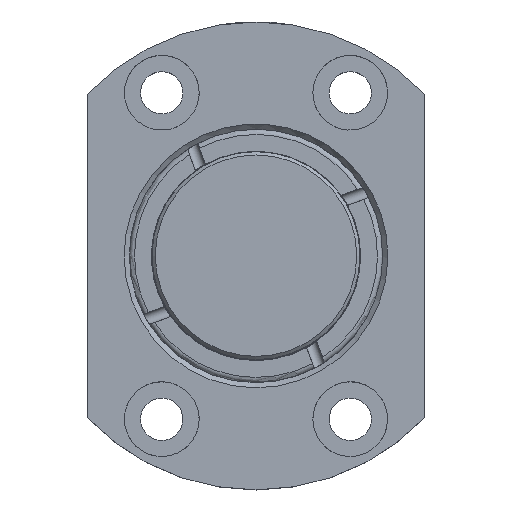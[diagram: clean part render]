
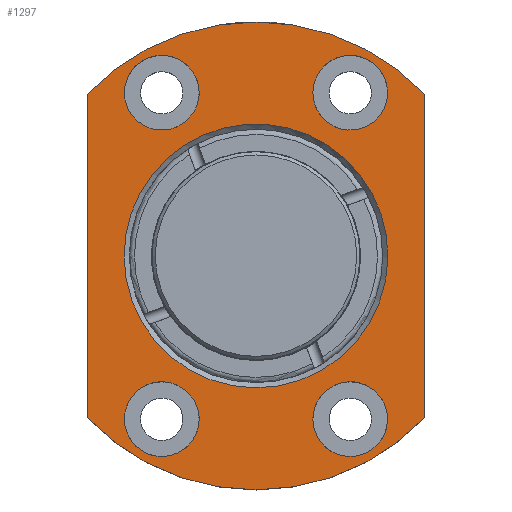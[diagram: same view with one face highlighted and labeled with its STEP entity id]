
A CAD part, top view. The second image highlights one B-rep face of the part: STEP entity #1297.
In plain terms, the highlighted planar face has unit normal (0, 0, 1).
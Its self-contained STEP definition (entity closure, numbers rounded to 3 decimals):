
#44=PLANE('',#1446);
#107=CIRCLE('',#1368,36.);
#153=CIRCLE('',#1444,36.);
#155=CIRCLE('',#1447,20.3);
#156=CIRCLE('',#1448,5.75);
#157=CIRCLE('',#1449,23.3);
#158=CIRCLE('',#1450,5.75);
#159=CIRCLE('',#1451,23.3);
#160=CIRCLE('',#1452,5.75);
#161=CIRCLE('',#1453,23.3);
#162=CIRCLE('',#1454,5.75);
#163=CIRCLE('',#1455,23.3);
#326=ORIENTED_EDGE('',*,*,#670,.T.);
#327=ORIENTED_EDGE('',*,*,#562,.F.);
#328=ORIENTED_EDGE('',*,*,#671,.T.);
#329=ORIENTED_EDGE('',*,*,#666,.F.);
#330=ORIENTED_EDGE('',*,*,#672,.T.);
#331=ORIENTED_EDGE('',*,*,#673,.T.);
#332=ORIENTED_EDGE('',*,*,#674,.F.);
#333=ORIENTED_EDGE('',*,*,#675,.T.);
#334=ORIENTED_EDGE('',*,*,#676,.F.);
#335=ORIENTED_EDGE('',*,*,#677,.T.);
#336=ORIENTED_EDGE('',*,*,#678,.F.);
#337=ORIENTED_EDGE('',*,*,#679,.T.);
#338=ORIENTED_EDGE('',*,*,#680,.F.);
#562=EDGE_CURVE('',#744,#745,#107,.T.);
#666=EDGE_CURVE('',#816,#817,#153,.T.);
#670=EDGE_CURVE('',#820,#820,#155,.T.);
#671=EDGE_CURVE('',#744,#817,#893,.T.);
#672=EDGE_CURVE('',#816,#745,#894,.T.);
#673=EDGE_CURVE('',#821,#822,#156,.T.);
#674=EDGE_CURVE('',#821,#822,#157,.T.);
#675=EDGE_CURVE('',#823,#824,#158,.T.);
#676=EDGE_CURVE('',#823,#824,#159,.T.);
#677=EDGE_CURVE('',#825,#826,#160,.T.);
#678=EDGE_CURVE('',#825,#826,#161,.T.);
#679=EDGE_CURVE('',#827,#828,#162,.T.);
#680=EDGE_CURVE('',#827,#828,#163,.T.);
#744=VERTEX_POINT('',#1955);
#745=VERTEX_POINT('',#1957);
#816=VERTEX_POINT('',#2330);
#817=VERTEX_POINT('',#2331);
#820=VERTEX_POINT('',#2339);
#821=VERTEX_POINT('',#2343);
#822=VERTEX_POINT('',#2344);
#823=VERTEX_POINT('',#2347);
#824=VERTEX_POINT('',#2348);
#825=VERTEX_POINT('',#2351);
#826=VERTEX_POINT('',#2352);
#827=VERTEX_POINT('',#2355);
#828=VERTEX_POINT('',#2356);
#893=LINE('',#2340,#941);
#894=LINE('',#2341,#942);
#941=VECTOR('',#1737,1000.);
#942=VECTOR('',#1738,1000.);
#998=EDGE_LOOP('',(#326));
#999=EDGE_LOOP('',(#327,#328,#329,#330));
#1000=EDGE_LOOP('',(#331,#332));
#1001=EDGE_LOOP('',(#333,#334));
#1002=EDGE_LOOP('',(#335,#336));
#1003=EDGE_LOOP('',(#337,#338));
#1128=FACE_BOUND('',#998,.T.);
#1129=FACE_BOUND('',#999,.T.);
#1130=FACE_BOUND('',#1000,.T.);
#1131=FACE_BOUND('',#1001,.T.);
#1132=FACE_BOUND('',#1002,.T.);
#1133=FACE_BOUND('',#1003,.T.);
#1297=ADVANCED_FACE('',(#1128,#1129,#1130,#1131,#1132,#1133),#44,.T.);
#1368=AXIS2_PLACEMENT_3D('',#1956,#1550,#1551);
#1444=AXIS2_PLACEMENT_3D('',#2329,#1727,#1728);
#1446=AXIS2_PLACEMENT_3D('',#2337,#1733,#1734);
#1447=AXIS2_PLACEMENT_3D('',#2338,#1735,#1736);
#1448=AXIS2_PLACEMENT_3D('',#2342,#1739,#1740);
#1449=AXIS2_PLACEMENT_3D('',#2345,#1741,#1742);
#1450=AXIS2_PLACEMENT_3D('',#2346,#1743,#1744);
#1451=AXIS2_PLACEMENT_3D('',#2349,#1745,#1746);
#1452=AXIS2_PLACEMENT_3D('',#2350,#1747,#1748);
#1453=AXIS2_PLACEMENT_3D('',#2353,#1749,#1750);
#1454=AXIS2_PLACEMENT_3D('',#2354,#1751,#1752);
#1455=AXIS2_PLACEMENT_3D('',#2357,#1753,#1754);
#1550=DIRECTION('',(0.,0.,-1.));
#1551=DIRECTION('',(-1.,0.,0.));
#1727=DIRECTION('',(0.,0.,-1.));
#1728=DIRECTION('',(-1.,0.,0.));
#1733=DIRECTION('',(0.,0.,1.));
#1734=DIRECTION('',(1.,0.,0.));
#1735=DIRECTION('',(0.,0.,-1.));
#1736=DIRECTION('',(-1.,0.,0.));
#1737=DIRECTION('',(0.,-1.,0.));
#1738=DIRECTION('',(0.,1.,0.));
#1739=DIRECTION('',(0.,0.,-1.));
#1740=DIRECTION('',(-1.,0.,0.));
#1741=DIRECTION('',(0.,0.,-1.));
#1742=DIRECTION('',(-1.,0.,0.));
#1743=DIRECTION('',(0.,0.,-1.));
#1744=DIRECTION('',(-1.,0.,0.));
#1745=DIRECTION('',(0.,0.,-1.));
#1746=DIRECTION('',(-1.,0.,0.));
#1747=DIRECTION('',(0.,0.,-1.));
#1748=DIRECTION('',(-1.,0.,0.));
#1749=DIRECTION('',(0.,0.,-1.));
#1750=DIRECTION('',(-1.,0.,0.));
#1751=DIRECTION('',(0.,0.,-1.));
#1752=DIRECTION('',(-1.,0.,0.));
#1753=DIRECTION('',(0.,0.,-1.));
#1754=DIRECTION('',(-1.,0.,0.));
#1955=CARTESIAN_POINT('',(-26.,24.9,52.));
#1956=CARTESIAN_POINT('',(0.,0.,52.));
#1957=CARTESIAN_POINT('',(26.,24.9,52.));
#2329=CARTESIAN_POINT('',(0.,0.,52.));
#2330=CARTESIAN_POINT('',(26.,-24.9,52.));
#2331=CARTESIAN_POINT('',(-26.,-24.9,52.));
#2337=CARTESIAN_POINT('',(0.,36.,52.));
#2338=CARTESIAN_POINT('',(0.,0.,52.));
#2339=CARTESIAN_POINT('',(-20.3,0.,52.));
#2340=CARTESIAN_POINT('',(-26.,41.,52.));
#2341=CARTESIAN_POINT('',(26.,-41.,52.));
#2342=CARTESIAN_POINT('',(-14.5,25.115,52.));
#2343=CARTESIAN_POINT('',(-12.232,19.831,52.));
#2344=CARTESIAN_POINT('',(-11.058,20.509,52.));
#2345=CARTESIAN_POINT('',(0.,0.,52.));
#2346=CARTESIAN_POINT('',(-14.5,-25.115,52.));
#2347=CARTESIAN_POINT('',(-11.058,-20.509,52.));
#2348=CARTESIAN_POINT('',(-12.232,-19.831,52.));
#2349=CARTESIAN_POINT('',(0.,0.,52.));
#2350=CARTESIAN_POINT('',(14.5,-25.115,52.));
#2351=CARTESIAN_POINT('',(12.232,-19.831,52.));
#2352=CARTESIAN_POINT('',(11.058,-20.509,52.));
#2353=CARTESIAN_POINT('',(0.,0.,52.));
#2354=CARTESIAN_POINT('',(14.5,25.115,52.));
#2355=CARTESIAN_POINT('',(11.058,20.509,52.));
#2356=CARTESIAN_POINT('',(12.232,19.831,52.));
#2357=CARTESIAN_POINT('',(0.,0.,52.));
